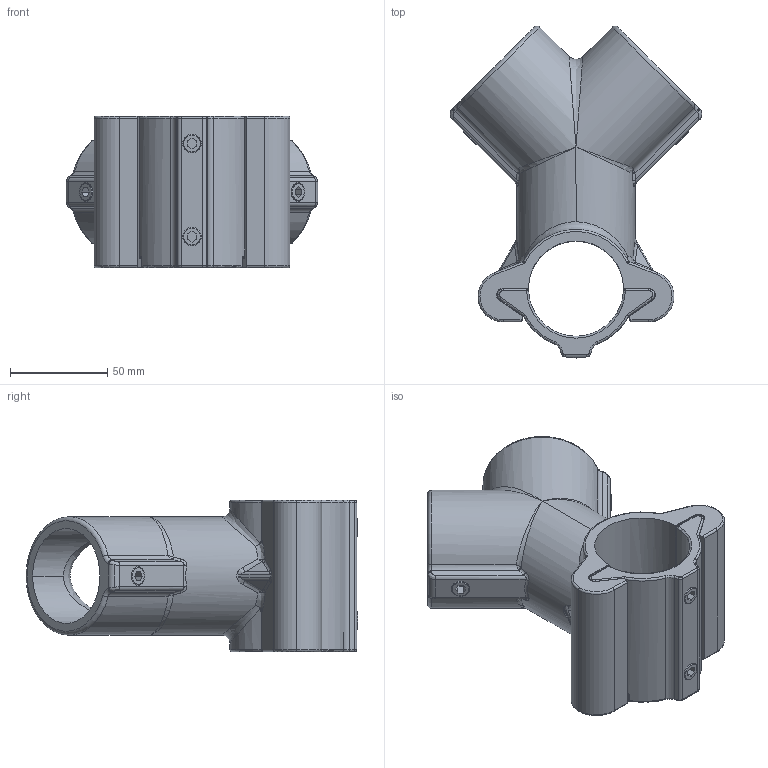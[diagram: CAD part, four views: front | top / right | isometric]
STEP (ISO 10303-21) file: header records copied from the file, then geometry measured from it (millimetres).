
FILE_DESCRIPTION (( 'STEP AP203' ), '1' );
FILE_NAME ('T194022S.STEP', '2018-07-11T14:33:25', ( '' ), ( '' ), 'SwSTEP 2.0', 'SolidWorks 2016', '' );
FILE_SCHEMA (( 'CONFIG_CONTROL_DESIGN' ));
Length unit declared in the file: millimetre
Products named in the file (4): T194120; T194022A; T194022S; T194002B
Assembly tree (6 placements, depth 2):
  T194022S
    T194022A
    T194002B
    T194120  x4
Bounding box: 129.62 x 171.05 x 78 mm (x, y, z)
Volume: 311588.8 mm3; surface area: 98425.5 mm2
Topology: 6 solids, 6 shells, 381 faces, 913 edges, 513 vertices
Faces by surface type: cylinder 134, bspline 97, plane 83, torus 49, cone 16, sphere 2
Entity records: 13337 total; most frequent: CARTESIAN_POINT 5991, ORIENTED_EDGE 1564, DIRECTION 1333, EDGE_CURVE 782, AXIS2_PLACEMENT_3D 541, VERTEX_POINT 451, EDGE_LOOP 345, ADVANCED_FACE 336
